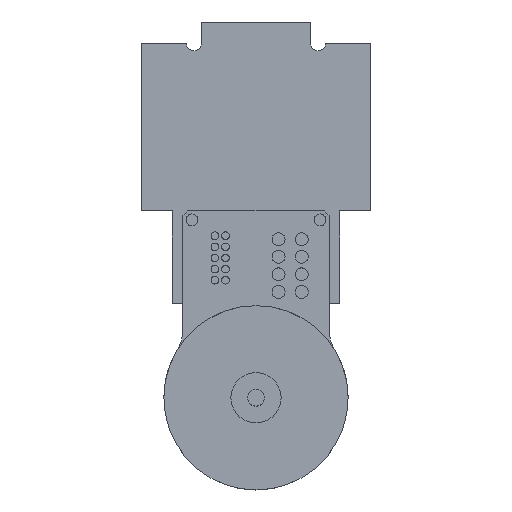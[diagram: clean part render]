
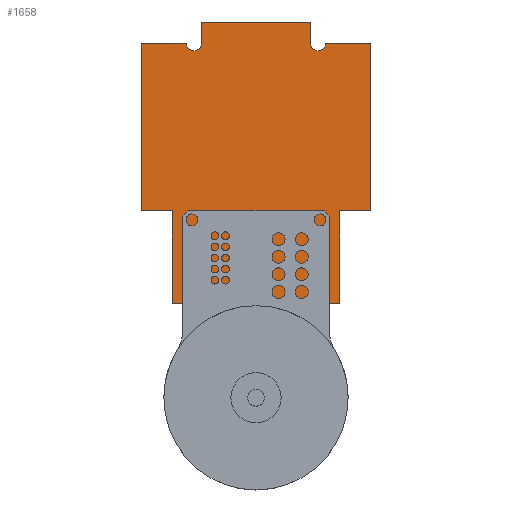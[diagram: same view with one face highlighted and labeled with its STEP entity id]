
A CAD part, top view. The second image highlights one B-rep face of the part: STEP entity #1658.
In plain terms, the highlighted planar face has unit normal (0, 0, 1).
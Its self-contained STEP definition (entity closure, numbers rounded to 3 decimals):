
#2 = CARTESIAN_POINT ( 'NONE',  ( 0., 55., 0.41 ) ) ;
#16 = CARTESIAN_POINT ( 'NONE',  ( -13.08, 60.16, 0.41 ) ) ;
#104 = ORIENTED_EDGE ( 'NONE', *, *, #1877, .F. ) ;
#123 = EDGE_CURVE ( 'NONE', #1215, #325, #363, .T. ) ;
#130 = CARTESIAN_POINT ( 'NONE',  ( 0., 60.16, 0.41 ) ) ;
#196 = AXIS2_PLACEMENT_3D ( 'NONE', #2692, #2302, #443 ) ;
#234 = CARTESIAN_POINT ( 'NONE',  ( 0., -7.01, 0.41 ) ) ;
#268 = EDGE_CURVE ( 'NONE', #2428, #2090, #2439, .T. ) ;
#287 = ORIENTED_EDGE ( 'NONE', *, *, #1853, .F. ) ;
#299 = ORIENTED_EDGE ( 'NONE', *, *, #268, .T. ) ;
#325 = VERTEX_POINT ( 'NONE', #588 ) ;
#363 = LINE ( 'NONE', #2111, #730 ) ;
#396 = ORIENTED_EDGE ( 'NONE', *, *, #1529, .F. ) ;
#405 = ORIENTED_EDGE ( 'NONE', *, *, #918, .F. ) ;
#422 = LINE ( 'NONE', #2, #2346 ) ;
#423 = CARTESIAN_POINT ( 'NONE',  ( 27.45, 15., 0.41 ) ) ;
#442 = VERTEX_POINT ( 'NONE', #2583 ) ;
#443 = DIRECTION ( 'NONE',  ( 1., 0., 0. ) ) ;
#453 = PLANE ( 'NONE',  #196 ) ;
#454 = CARTESIAN_POINT ( 'NONE',  ( 20., -7.01, 0.41 ) ) ;
#468 = VERTEX_POINT ( 'NONE', #1656 ) ;
#471 = VECTOR ( 'NONE', #2293, 1000. ) ;
#477 = CARTESIAN_POINT ( 'NONE',  ( 13.08, 55., 0.41 ) ) ;
#530 = EDGE_CURVE ( 'NONE', #951, #2090, #1546, .T. ) ;
#553 = VERTEX_POINT ( 'NONE', #454 ) ;
#581 = LINE ( 'NONE', #2248, #1804 ) ;
#588 = CARTESIAN_POINT ( 'NONE',  ( -20., 15., 0.41 ) ) ;
#594 = VECTOR ( 'NONE', #1902, 1000. ) ;
#641 = CARTESIAN_POINT ( 'NONE',  ( -14.845, 55., 0.41 ) ) ;
#650 = DIRECTION ( 'NONE',  ( 1., 0., 0. ) ) ;
#657 = VERTEX_POINT ( 'NONE', #423 ) ;
#672 = CARTESIAN_POINT ( 'NONE',  ( -13.08, 0., 0.41 ) ) ;
#701 = ORIENTED_EDGE ( 'NONE', *, *, #2513, .F. ) ;
#730 = VECTOR ( 'NONE', #2645, 1000. ) ;
#788 = ORIENTED_EDGE ( 'NONE', *, *, #2357, .F. ) ;
#838 = ORIENTED_EDGE ( 'NONE', *, *, #2865, .T. ) ;
#851 = CIRCLE ( 'NONE', #1925, 1.765 ) ;
#876 = CARTESIAN_POINT ( 'NONE',  ( -27.45, 55., 0.41 ) ) ;
#885 = CARTESIAN_POINT ( 'NONE',  ( -13.08, 55., 0.41 ) ) ;
#891 = DIRECTION ( 'NONE',  ( 1., 0., 0. ) ) ;
#918 = EDGE_CURVE ( 'NONE', #1713, #468, #1065, .T. ) ;
#951 = VERTEX_POINT ( 'NONE', #16 ) ;
#958 = DIRECTION ( 'NONE',  ( 1., 0., 0. ) ) ;
#982 = DIRECTION ( 'NONE',  ( 0., 1., 0. ) ) ;
#1044 = VECTOR ( 'NONE', #982, 1000. ) ;
#1065 = LINE ( 'NONE', #2799, #471 ) ;
#1137 = VECTOR ( 'NONE', #1373, 1000. ) ;
#1143 = VECTOR ( 'NONE', #2056, 1000. ) ;
#1192 = CARTESIAN_POINT ( 'NONE',  ( 14.845, 55., 0.41 ) ) ;
#1215 = VERTEX_POINT ( 'NONE', #2815 ) ;
#1226 = DIRECTION ( 'NONE',  ( 0., 1., 0. ) ) ;
#1316 = LINE ( 'NONE', #1839, #1143 ) ;
#1342 = ORIENTED_EDGE ( 'NONE', *, *, #530, .F. ) ;
#1373 = DIRECTION ( 'NONE',  ( 0., 1., 0. ) ) ;
#1394 = CARTESIAN_POINT ( 'NONE',  ( 13.08, 0., 0.41 ) ) ;
#1424 = VECTOR ( 'NONE', #1794, 1000. ) ;
#1485 = VECTOR ( 'NONE', #1226, 1000. ) ;
#1529 = EDGE_CURVE ( 'NONE', #468, #2918, #851, .T. ) ;
#1546 = LINE ( 'NONE', #130, #2300 ) ;
#1561 = LINE ( 'NONE', #1785, #2389 ) ;
#1572 = DIRECTION ( 'NONE',  ( -1., 0., 0. ) ) ;
#1577 = EDGE_CURVE ( 'NONE', #553, #2527, #2379, .T. ) ;
#1608 = DIRECTION ( 'NONE',  ( 0., 1., 0. ) ) ;
#1648 = EDGE_CURVE ( 'NONE', #2527, #657, #581, .T. ) ;
#1656 = CARTESIAN_POINT ( 'NONE',  ( -16.61, 55., 0.41 ) ) ;
#1658 = ADVANCED_FACE ( 'NONE', ( #1957 ), #453, .T. ) ;
#1668 = CARTESIAN_POINT ( 'NONE',  ( 27.45, 55., 0.41 ) ) ;
#1713 = VERTEX_POINT ( 'NONE', #876 ) ;
#1737 = LINE ( 'NONE', #2783, #1485 ) ;
#1752 = DIRECTION ( 'NONE',  ( 0., 0., 1. ) ) ;
#1785 = CARTESIAN_POINT ( 'NONE',  ( 27.45, 0., 0.41 ) ) ;
#1794 = DIRECTION ( 'NONE',  ( -1., 0., 0. ) ) ;
#1804 = VECTOR ( 'NONE', #1992, 1000. ) ;
#1839 = CARTESIAN_POINT ( 'NONE',  ( 0., 15., 0.41 ) ) ;
#1853 = EDGE_CURVE ( 'NONE', #2428, #442, #2636, .T. ) ;
#1877 = EDGE_CURVE ( 'NONE', #2259, #1713, #1737, .T. ) ;
#1894 = EDGE_CURVE ( 'NONE', #553, #1215, #2927, .T. ) ;
#1902 = DIRECTION ( 'NONE',  ( 0., 1., 0. ) ) ;
#1925 = AXIS2_PLACEMENT_3D ( 'NONE', #641, #2064, #650 ) ;
#1957 = FACE_OUTER_BOUND ( 'NONE', #1961, .T. ) ;
#1961 = EDGE_LOOP ( 'NONE', ( #2931, #2014, #2000, #2397, #788, #287, #299, #1342, #701, #396, #405, #104, #838, #2147 ) ) ;
#1977 = CARTESIAN_POINT ( 'NONE',  ( -27.45, 15., 0.41 ) ) ;
#1992 = DIRECTION ( 'NONE',  ( 1., 0., 0. ) ) ;
#2000 = ORIENTED_EDGE ( 'NONE', *, *, #1648, .T. ) ;
#2014 = ORIENTED_EDGE ( 'NONE', *, *, #1577, .T. ) ;
#2023 = CARTESIAN_POINT ( 'NONE',  ( 20., 15., 0.41 ) ) ;
#2056 = DIRECTION ( 'NONE',  ( 1., 0., 0. ) ) ;
#2057 = VERTEX_POINT ( 'NONE', #1668 ) ;
#2064 = DIRECTION ( 'NONE',  ( 0., 0., 1. ) ) ;
#2090 = VERTEX_POINT ( 'NONE', #2586 ) ;
#2111 = CARTESIAN_POINT ( 'NONE',  ( -20., 0., 0.41 ) ) ;
#2147 = ORIENTED_EDGE ( 'NONE', *, *, #123, .F. ) ;
#2248 = CARTESIAN_POINT ( 'NONE',  ( 0., 15., 0.41 ) ) ;
#2259 = VERTEX_POINT ( 'NONE', #1977 ) ;
#2293 = DIRECTION ( 'NONE',  ( 1., 0., 0. ) ) ;
#2300 = VECTOR ( 'NONE', #958, 1000. ) ;
#2302 = DIRECTION ( 'NONE',  ( 0., 0., 1. ) ) ;
#2346 = VECTOR ( 'NONE', #891, 1000. ) ;
#2357 = EDGE_CURVE ( 'NONE', #442, #2057, #422, .T. ) ;
#2379 = LINE ( 'NONE', #2818, #1137 ) ;
#2389 = VECTOR ( 'NONE', #1608, 1000. ) ;
#2397 = ORIENTED_EDGE ( 'NONE', *, *, #2601, .T. ) ;
#2428 = VERTEX_POINT ( 'NONE', #477 ) ;
#2439 = LINE ( 'NONE', #1394, #1044 ) ;
#2513 = EDGE_CURVE ( 'NONE', #2918, #951, #2620, .T. ) ;
#2527 = VERTEX_POINT ( 'NONE', #2023 ) ;
#2583 = CARTESIAN_POINT ( 'NONE',  ( 16.61, 55., 0.41 ) ) ;
#2586 = CARTESIAN_POINT ( 'NONE',  ( 13.08, 60.16, 0.41 ) ) ;
#2601 = EDGE_CURVE ( 'NONE', #657, #2057, #1561, .T. ) ;
#2620 = LINE ( 'NONE', #672, #594 ) ;
#2636 = CIRCLE ( 'NONE', #2958, 1.765 ) ;
#2645 = DIRECTION ( 'NONE',  ( 0., 1., 0. ) ) ;
#2692 = CARTESIAN_POINT ( 'NONE',  ( 0., 0., 0.41 ) ) ;
#2783 = CARTESIAN_POINT ( 'NONE',  ( -27.45, 0., 0.41 ) ) ;
#2799 = CARTESIAN_POINT ( 'NONE',  ( 0., 55., 0.41 ) ) ;
#2815 = CARTESIAN_POINT ( 'NONE',  ( -20., -7.01, 0.41 ) ) ;
#2818 = CARTESIAN_POINT ( 'NONE',  ( 20., 0., 0.41 ) ) ;
#2865 = EDGE_CURVE ( 'NONE', #2259, #325, #1316, .T. ) ;
#2918 = VERTEX_POINT ( 'NONE', #885 ) ;
#2927 = LINE ( 'NONE', #234, #1424 ) ;
#2931 = ORIENTED_EDGE ( 'NONE', *, *, #1894, .F. ) ;
#2958 = AXIS2_PLACEMENT_3D ( 'NONE', #1192, #1752, #1572 ) ;
